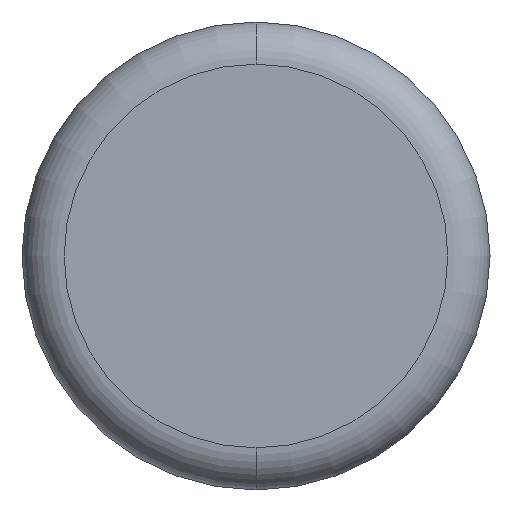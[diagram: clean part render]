
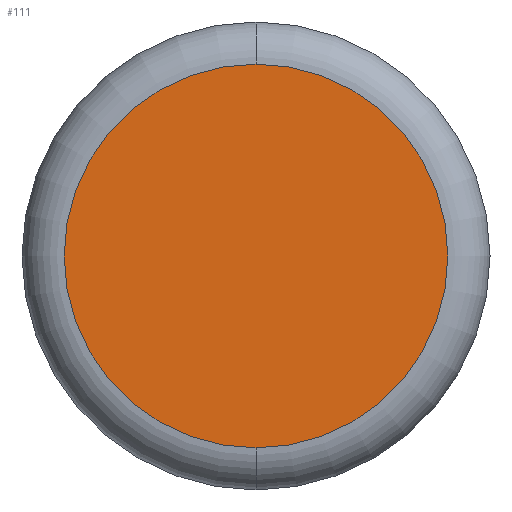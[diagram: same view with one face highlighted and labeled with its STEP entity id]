
A CAD part, front view. The second image highlights one B-rep face of the part: STEP entity #111.
In plain terms, the highlighted planar face has unit normal (0, -1, 0).
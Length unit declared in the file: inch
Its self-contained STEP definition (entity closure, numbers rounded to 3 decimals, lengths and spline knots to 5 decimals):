
#10 = AXIS2_PLACEMENT_3D ( 'NONE', #74, #28, #334 ) ;
#23 = CARTESIAN_POINT ( 'NONE',  ( 0., 0., 0. ) ) ;
#28 = DIRECTION ( 'NONE',  ( 0., -1., 0. ) ) ;
#36 = AXIS2_PLACEMENT_3D ( 'NONE', #23, #52, #197 ) ;
#44 = DIRECTION ( 'NONE',  ( 0., 0., -1. ) ) ;
#52 = DIRECTION ( 'NONE',  ( 0., -1., 0. ) ) ;
#70 = ORIENTED_EDGE ( 'NONE', *, *, #282, .T. ) ;
#74 = CARTESIAN_POINT ( 'NONE',  ( 0., 0., 0. ) ) ;
#111 = ADVANCED_FACE ( 'NONE', ( #519 ), #184, .T. ) ;
#147 = AXIS2_PLACEMENT_3D ( 'NONE', #509, #429, #44 ) ;
#153 = EDGE_LOOP ( 'NONE', ( #296, #70 ) ) ;
#184 = PLANE ( 'NONE',  #36 ) ;
#197 = DIRECTION ( 'NONE',  ( 0., 0., -1. ) ) ;
#203 = CARTESIAN_POINT ( 'NONE',  ( 0., 0., -0.41 ) ) ;
#210 = VERTEX_POINT ( 'NONE', #203 ) ;
#282 = EDGE_CURVE ( 'NONE', #413, #210, #391, .T. ) ;
#296 = ORIENTED_EDGE ( 'NONE', *, *, #516, .T. ) ;
#334 = DIRECTION ( 'NONE',  ( 0., 0., -1. ) ) ;
#371 = CIRCLE ( 'NONE', #10, 0.41 ) ;
#391 = CIRCLE ( 'NONE', #147, 0.41 ) ;
#413 = VERTEX_POINT ( 'NONE', #541 ) ;
#429 = DIRECTION ( 'NONE',  ( 0., -1., 0. ) ) ;
#509 = CARTESIAN_POINT ( 'NONE',  ( 0., 0., 0. ) ) ;
#516 = EDGE_CURVE ( 'NONE', #210, #413, #371, .T. ) ;
#519 = FACE_OUTER_BOUND ( 'NONE', #153, .T. ) ;
#541 = CARTESIAN_POINT ( 'NONE',  ( 0., 0., 0.41 ) ) ;
